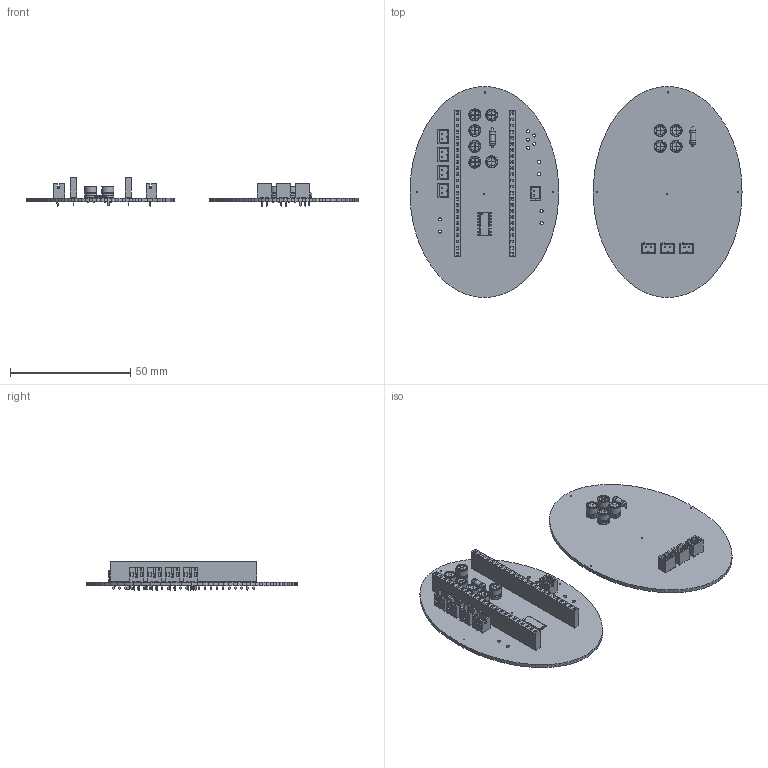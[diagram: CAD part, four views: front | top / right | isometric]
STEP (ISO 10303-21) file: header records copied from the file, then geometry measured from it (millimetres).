
FILE_DESCRIPTION(('KiCad electronic assembly'),'2;1');
FILE_NAME('highway_wave.step','2025-07-07T09:45:45',('Pcbnew'),('Kicad') ,'Open CASCADE STEP processor 7.8','KiCad to STEP converter','Unknown' );
FILE_SCHEMA(('AUTOMOTIVE_DESIGN { 1 0 10303 214 1 1 1 1 }'));
Length unit declared in the file: millimetre
Products named in the file (8): highway_wave 1; CP_Radial_D5.0mm_P2.50mm; R_Axial_DIN0207_L6.3mm_D2.5mm_P7.62mm_Horizontal; PinSocket_1x24_P2.54mm_Vertical; JST_PH_B2B-PH-K_1x02_P2.00mm_Vertical; SOP-16_3.9x9.9mm_P1.27mm; highway_wave_PCB_1; highway_wave_PCB_2
Assembly tree (25 placements, depth 2):
  highway_wave 1
    CP_Radial_D5.0mm_P2.50mm  x10
    R_Axial_DIN0207_L6.3mm_D2.5mm_P7.62mm_Horizontal  x2
    PinSocket_1x24_P2.54mm_Vertical  x2
    JST_PH_B2B-PH-K_1x02_P2.00mm_Vertical  x8
    SOP-16_3.9x9.9mm_P1.27mm
    highway_wave_PCB_1
    highway_wave_PCB_2
Bounding box: 138.22 x 87.84 x 11.9 mm (x, y, z)
Volume: 16974.2 mm3; surface area: 26026.6 mm2
Topology: 25 solids, 35 shells, 3126 faces, 8256 edges, 5349 vertices
Faces by surface type: plane 2645, cylinder 327, bspline 76, revolution 50, torus 28
Full cylindrical faces by diameter (mm): 0.5 x28, 0.6 x4, 0.75 x16, 0.8 x24, 1 x48, 1.27 x5, 1.3 x6, 2.25 x2, 2.5 x4
Entity records: 55292 total; most frequent: CARTESIAN_POINT 8681, ORIENTED_EDGE 7482, DIRECTION 6877, EDGE_CURVE 3741, LINE 3284, VECTOR 3284, VERTEX_POINT 2430, AXIS2_PLACEMENT_3D 1794
